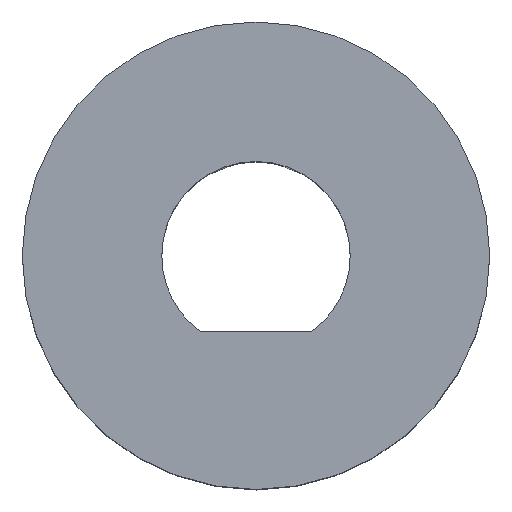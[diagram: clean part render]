
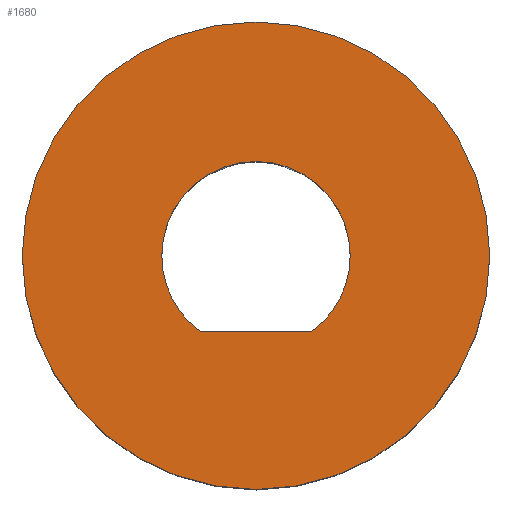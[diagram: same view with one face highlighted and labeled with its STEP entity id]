
A CAD part, top view. The second image highlights one B-rep face of the part: STEP entity #1680.
In plain terms, the highlighted planar face has unit normal (0, 0, 1).
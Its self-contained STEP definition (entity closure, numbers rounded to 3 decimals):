
#276 = AXIS2_PLACEMENT_3D ( 'NONE', #7213, #17093, #5523 ) ;
#1409 = DIRECTION ( 'NONE',  ( 0., 0., 1. ) ) ;
#1466 = FACE_BOUND ( 'NONE', #5389, .T. ) ;
#1680 = ADVANCED_FACE ( 'NONE', ( #1466, #19146 ), #11048, .T. ) ;
#1964 = CIRCLE ( 'NONE', #7679, 6.45 ) ;
#2208 = CARTESIAN_POINT ( 'NONE',  ( -6.45, 0., 20.5 ) ) ;
#3027 = LINE ( 'NONE', #4925, #16533 ) ;
#3068 = AXIS2_PLACEMENT_3D ( 'NONE', #18389, #10384, #5235 ) ;
#4251 = VERTEX_POINT ( 'NONE', #18159 ) ;
#4316 = CIRCLE ( 'NONE', #276, 6.45 ) ;
#4655 = AXIS2_PLACEMENT_3D ( 'NONE', #17197, #1409, #4776 ) ;
#4776 = DIRECTION ( 'NONE',  ( 1., 0., 0. ) ) ;
#4912 = AXIS2_PLACEMENT_3D ( 'NONE', #17464, #20833, #12530 ) ;
#4925 = CARTESIAN_POINT ( 'NONE',  ( -6.958, -5.2, 20.5 ) ) ;
#4984 = CARTESIAN_POINT ( 'NONE',  ( -3.816, -5.2, 20.5 ) ) ;
#5235 = DIRECTION ( 'NONE',  ( 1., 0., 0. ) ) ;
#5302 = CARTESIAN_POINT ( 'NONE',  ( 0., 0., 20.5 ) ) ;
#5389 = EDGE_LOOP ( 'NONE', ( #15772, #10859, #10405, #13399 ) ) ;
#5523 = DIRECTION ( 'NONE',  ( 1., 0., 0. ) ) ;
#6642 = EDGE_CURVE ( 'NONE', #12311, #8951, #1964, .T. ) ;
#7213 = CARTESIAN_POINT ( 'NONE',  ( 0., 0., 20.5 ) ) ;
#7679 = AXIS2_PLACEMENT_3D ( 'NONE', #5302, #19825, #16566 ) ;
#7681 = EDGE_CURVE ( 'NONE', #18818, #4251, #4316, .T. ) ;
#8326 = EDGE_CURVE ( 'NONE', #4251, #12311, #20120, .T. ) ;
#8638 = EDGE_CURVE ( 'NONE', #20124, #18515, #9700, .T. ) ;
#8640 = CARTESIAN_POINT ( 'NONE',  ( 3.816, -5.2, 20.5 ) ) ;
#8951 = VERTEX_POINT ( 'NONE', #4984 ) ;
#9700 = CIRCLE ( 'NONE', #12394, 16. ) ;
#10026 = DIRECTION ( 'NONE',  ( 0., 0., 1. ) ) ;
#10220 = ORIENTED_EDGE ( 'NONE', *, *, #8638, .T. ) ;
#10384 = DIRECTION ( 'NONE',  ( 0., 0., 1. ) ) ;
#10405 = ORIENTED_EDGE ( 'NONE', *, *, #6642, .F. ) ;
#10859 = ORIENTED_EDGE ( 'NONE', *, *, #15798, .T. ) ;
#11048 = PLANE ( 'NONE',  #4912 ) ;
#11211 = CARTESIAN_POINT ( 'NONE',  ( 16., 0., 20.5 ) ) ;
#11607 = CARTESIAN_POINT ( 'NONE',  ( 0., 0., 20.5 ) ) ;
#12173 = ORIENTED_EDGE ( 'NONE', *, *, #13894, .T. ) ;
#12311 = VERTEX_POINT ( 'NONE', #2208 ) ;
#12394 = AXIS2_PLACEMENT_3D ( 'NONE', #11607, #10026, #16447 ) ;
#12530 = DIRECTION ( 'NONE',  ( 1., 0., 0. ) ) ;
#13399 = ORIENTED_EDGE ( 'NONE', *, *, #8326, .F. ) ;
#13894 = EDGE_CURVE ( 'NONE', #18515, #20124, #15170, .T. ) ;
#14045 = EDGE_LOOP ( 'NONE', ( #12173, #10220 ) ) ;
#15170 = CIRCLE ( 'NONE', #3068, 16. ) ;
#15772 = ORIENTED_EDGE ( 'NONE', *, *, #7681, .F. ) ;
#15780 = DIRECTION ( 'NONE',  ( -1., 0., 0. ) ) ;
#15798 = EDGE_CURVE ( 'NONE', #18818, #8951, #3027, .T. ) ;
#16323 = CARTESIAN_POINT ( 'NONE',  ( -16., 0., 20.5 ) ) ;
#16447 = DIRECTION ( 'NONE',  ( 1., 0., 0. ) ) ;
#16533 = VECTOR ( 'NONE', #15780, 1000. ) ;
#16566 = DIRECTION ( 'NONE',  ( 1., 0., 0. ) ) ;
#17093 = DIRECTION ( 'NONE',  ( 0., 0., 1. ) ) ;
#17197 = CARTESIAN_POINT ( 'NONE',  ( 0., 0., 20.5 ) ) ;
#17464 = CARTESIAN_POINT ( 'NONE',  ( 0., 0., 20.5 ) ) ;
#18159 = CARTESIAN_POINT ( 'NONE',  ( 6.45, 0., 20.5 ) ) ;
#18389 = CARTESIAN_POINT ( 'NONE',  ( 0., 0., 20.5 ) ) ;
#18515 = VERTEX_POINT ( 'NONE', #16323 ) ;
#18818 = VERTEX_POINT ( 'NONE', #8640 ) ;
#19146 = FACE_OUTER_BOUND ( 'NONE', #14045, .T. ) ;
#19825 = DIRECTION ( 'NONE',  ( 0., 0., 1. ) ) ;
#20120 = CIRCLE ( 'NONE', #4655, 6.45 ) ;
#20124 = VERTEX_POINT ( 'NONE', #11211 ) ;
#20833 = DIRECTION ( 'NONE',  ( 0., 0., 1. ) ) ;
